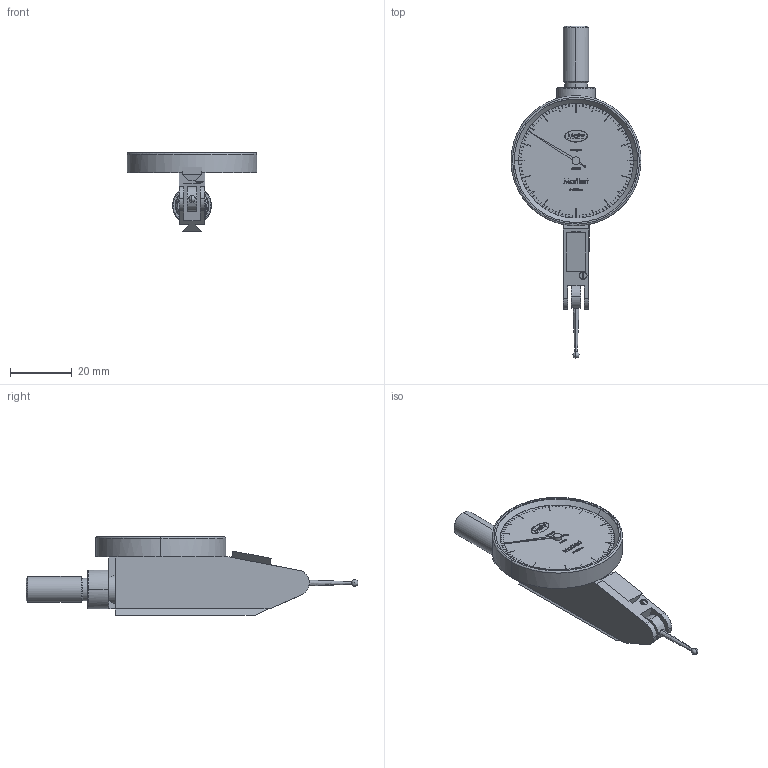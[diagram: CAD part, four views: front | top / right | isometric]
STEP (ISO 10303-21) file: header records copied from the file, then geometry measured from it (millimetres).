
FILE_DESCRIPTION(('FreeCAD Model'),'2;1');
FILE_NAME('Open CASCADE Shape Model','2025-05-08T04:36:22',('FreeCAD'),( 'FreeCAD'),'Open CASCADE STEP processor 7.6','FreeCAD','Unknown');
FILE_SCHEMA(('AUTOMOTIVE_DESIGN { 1 0 10303 214 1 1 1 1 }'));
Products named in the file (1): Open CASCADE STEP translator 7.6 1
Bounding box: 41.98 x 107.27 x 25.51 mm (x, y, z)
Volume: 17684.7 mm3; surface area: 9007.9 mm2
Topology: 4 solids, 4 shells, 1402 faces, 3568 edges, 2364 vertices
Faces by surface type: bspline 1402
Entity records: 56575 total; most frequent: CARTESIAN_POINT 34102, ORIENTED_EDGE 7132, EDGE_CURVE 3566, B_SPLINE_CURVE_WITH_KNOTS 3455, VERTEX_POINT 2364, FACE_BOUND 1596, EDGE_LOOP 1596, ADVANCED_FACE 1402
